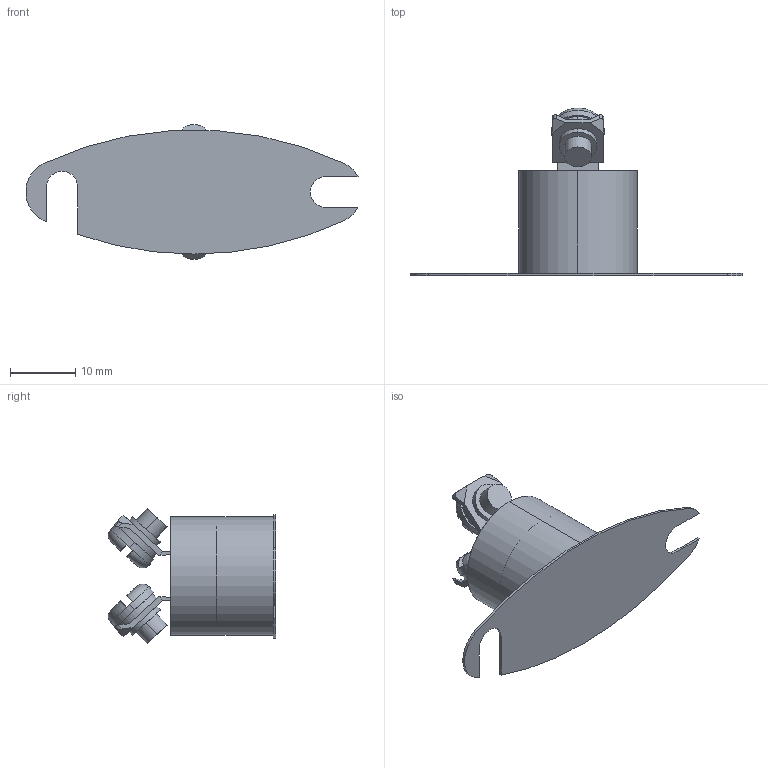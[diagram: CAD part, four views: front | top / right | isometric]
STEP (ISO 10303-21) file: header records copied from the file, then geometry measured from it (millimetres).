
FILE_DESCRIPTION (( 'STEP AP214' ), '1' );
FILE_NAME ('011JG085A-065Y.STEP', '2018-02-12T19:23:09', ( '' ), ( '' ), 'SwSTEP 2.0', 'SolidWorks 2015', '' );
FILE_SCHEMA (( 'AUTOMOTIVE_DESIGN' ));
Length unit declared in the file: inch
Products named in the file (1): 011JG085A-065Y
Bounding box: 50.93 x 25.71 x 20.7 mm (x, y, z)
Surface area: 4694.6 mm2 (no closed solid volume)
Topology: 0 solids, 9 shells, 104 faces, 280 edges, 188 vertices
Faces by surface type: plane 58, cylinder 42, torus 4
Entity records: 4679 total; most frequent: CARTESIAN_POINT 705, DIRECTION 558, ORIENTED_EDGE 498, EDGE_CURVE 280, AXIS2_PLACEMENT_3D 197, VERTEX_POINT 188, LINE 164, VECTOR 164
